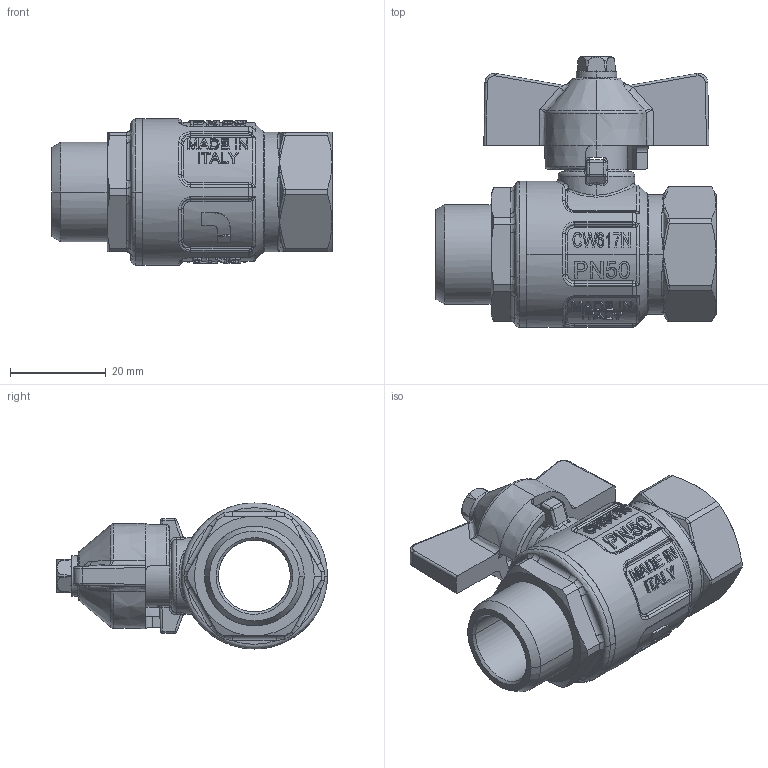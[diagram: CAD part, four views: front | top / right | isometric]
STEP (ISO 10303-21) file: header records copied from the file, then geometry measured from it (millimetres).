
FILE_DESCRIPTION (( 'STEP AP214' ), '1' );
FILE_NAME ('IT-IDEAL09304_R.STEP', '2018-09-21T13:40:58', ( '' ), ( '' ), 'SwSTEP 2.0', 'SolidWorks 2018', '' );
FILE_SCHEMA (( 'AUTOMOTIVE_DESIGN' ));
Length unit declared in the file: millimetre
Products named in the file (1): IT-IDEAL09304_R
Bounding box: 58.5 x 56.55 x 30.5 mm (x, y, z)
Surface area: 11681.2 mm2 (no closed solid volume)
Topology: 0 solids, 5 shells, 833 faces, 2239 edges, 1386 vertices
Faces by surface type: bspline 303, plane 255, cylinder 151, torus 63, cone 49, sphere 12
Entity records: 41235 total; most frequent: CARTESIAN_POINT 26507, ORIENTED_EDGE 4226, EDGE_CURVE 2193, B_SPLINE_CURVE_WITH_KNOTS 2049, VERTEX_POINT 1386, DIRECTION 1062, EDGE_LOOP 880, ADVANCED_FACE 833
